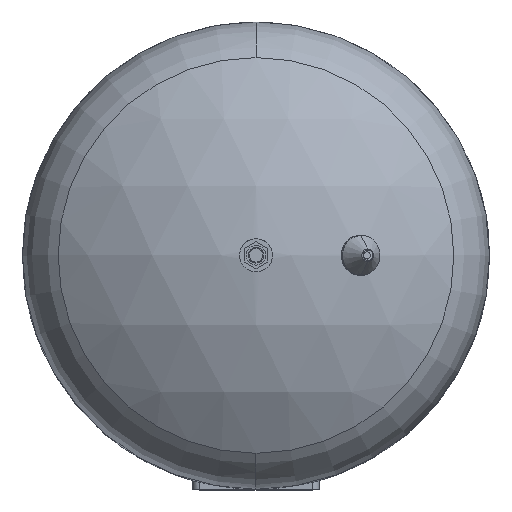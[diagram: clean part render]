
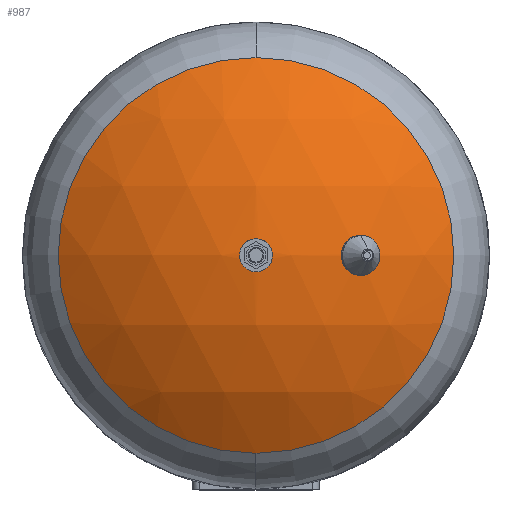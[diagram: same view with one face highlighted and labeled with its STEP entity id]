
A CAD part, top view. The second image highlights one B-rep face of the part: STEP entity #987.
In plain terms, the highlighted spherical face has radius 354.5 mm.
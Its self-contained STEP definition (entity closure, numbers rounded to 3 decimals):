
#455=CARTESIAN_POINT('Vertex',(-8.,0.,820.91)) ;
#462=CARTESIAN_POINT('Vertex',(8.,0.,820.91)) ;
#466=CARTESIAN_POINT('Control Point',(-8.,0.,820.91)) ;
#467=CARTESIAN_POINT('Control Point',(-8.,0.905,820.91)) ;
#468=CARTESIAN_POINT('Control Point',(-7.872,1.809,820.91)) ;
#469=CARTESIAN_POINT('Control Point',(-7.616,2.69,820.91)) ;
#470=CARTESIAN_POINT('Control Point',(-6.622,4.887,820.91)) ;
#471=CARTESIAN_POINT('Control Point',(-4.876,6.606,820.91)) ;
#472=CARTESIAN_POINT('Control Point',(-3.557,7.4,820.91)) ;
#473=CARTESIAN_POINT('Control Point',(-0.655,8.318,820.91)) ;
#474=CARTESIAN_POINT('Control Point',(2.355,7.866,820.91)) ;
#475=CARTESIAN_POINT('Control Point',(3.781,7.288,820.91)) ;
#476=CARTESIAN_POINT('Control Point',(5.985,5.713,820.91)) ;
#477=CARTESIAN_POINT('Control Point',(7.373,3.419,820.91)) ;
#478=CARTESIAN_POINT('Control Point',(7.791,2.313,820.91)) ;
#479=CARTESIAN_POINT('Control Point',(8.,1.156,820.91)) ;
#480=CARTESIAN_POINT('Control Point',(8.,0.,820.91)) ;
#491=CARTESIAN_POINT('Control Point',(8.,0.,820.91)) ;
#492=CARTESIAN_POINT('Control Point',(8.,-1.483,820.91)) ;
#493=CARTESIAN_POINT('Control Point',(7.656,-2.965,820.91)) ;
#494=CARTESIAN_POINT('Control Point',(6.969,-4.342,820.91)) ;
#495=CARTESIAN_POINT('Control Point',(5.5,-6.089,820.91)) ;
#496=CARTESIAN_POINT('Control Point',(3.566,-7.219,820.91)) ;
#497=CARTESIAN_POINT('Control Point',(2.881,-7.519,820.91)) ;
#498=CARTESIAN_POINT('Control Point',(0.74,-8.172,820.91)) ;
#499=CARTESIAN_POINT('Control Point',(-1.541,-8.065,820.91)) ;
#500=CARTESIAN_POINT('Control Point',(-3.018,-7.636,820.91)) ;
#501=CARTESIAN_POINT('Control Point',(-5.517,-6.211,820.91)) ;
#502=CARTESIAN_POINT('Control Point',(-7.183,-3.884,820.91)) ;
#503=CARTESIAN_POINT('Control Point',(-7.728,-2.639,820.91)) ;
#504=CARTESIAN_POINT('Control Point',(-8.,-1.32,820.91)) ;
#505=CARTESIAN_POINT('Control Point',(-8.,0.,820.91)) ;
#818=CARTESIAN_POINT('Vertex',(106.61,-3.,804.576)) ;
#825=CARTESIAN_POINT('Vertex',(106.61,3.,804.576)) ;
#829=CARTESIAN_POINT('Control Point',(106.61,-3.,804.576)) ;
#830=CARTESIAN_POINT('Control Point',(105.795,-3.,804.833)) ;
#831=CARTESIAN_POINT('Control Point',(104.981,-2.696,805.09)) ;
#832=CARTESIAN_POINT('Control Point',(104.305,-2.085,805.303)) ;
#833=CARTESIAN_POINT('Control Point',(103.573,-0.643,805.534)) ;
#834=CARTESIAN_POINT('Control Point',(103.773,0.944,805.471)) ;
#835=CARTESIAN_POINT('Control Point',(104.057,1.605,805.381)) ;
#836=CARTESIAN_POINT('Control Point',(104.728,2.413,805.17)) ;
#837=CARTESIAN_POINT('Control Point',(105.629,2.85,804.885)) ;
#838=CARTESIAN_POINT('Control Point',(105.95,2.95,804.784)) ;
#839=CARTESIAN_POINT('Control Point',(106.28,3.,804.68)) ;
#840=CARTESIAN_POINT('Control Point',(106.61,3.,804.576)) ;
#851=CARTESIAN_POINT('Control Point',(106.61,3.,804.576)) ;
#852=CARTESIAN_POINT('Control Point',(107.263,3.,804.37)) ;
#853=CARTESIAN_POINT('Control Point',(107.915,2.805,804.165)) ;
#854=CARTESIAN_POINT('Control Point',(108.497,2.414,803.981)) ;
#855=CARTESIAN_POINT('Control Point',(109.159,1.602,803.772)) ;
#856=CARTESIAN_POINT('Control Point',(109.441,0.608,803.684)) ;
#857=CARTESIAN_POINT('Control Point',(109.488,0.264,803.669)) ;
#858=CARTESIAN_POINT('Control Point',(109.489,-0.949,803.668)) ;
#859=CARTESIAN_POINT('Control Point',(108.923,-2.077,803.847)) ;
#860=CARTESIAN_POINT('Control Point',(108.247,-2.693,804.06)) ;
#861=CARTESIAN_POINT('Control Point',(107.428,-3.,804.318)) ;
#862=CARTESIAN_POINT('Control Point',(106.61,-3.,804.576)) ;
#881=CARTESIAN_POINT('Vertex',(0.,-203.326,756.894)) ;
#886=CARTESIAN_POINT('Axis2P3D Location',(0.,0.,756.894)) ;
#890=CARTESIAN_POINT('Vertex',(-203.326,0.,756.894)) ;
#893=CARTESIAN_POINT('Axis2P3D Location',(0.,0.,756.894)) ;
#897=CARTESIAN_POINT('Vertex',(0.,203.326,756.894)) ;
#934=CARTESIAN_POINT('Axis2P3D Location',(0.,0.,756.894)) ;
#938=CARTESIAN_POINT('Vertex',(203.326,0.,756.894)) ;
#941=CARTESIAN_POINT('Axis2P3D Location',(0.,0.,756.894)) ;
#968=CARTESIAN_POINT('Axis2P3D Location',(0.,0.,466.5)) ;
#887=DIRECTION('Axis2P3D Direction',(0.,0.,-1.)) ;
#894=DIRECTION('Axis2P3D Direction',(0.,0.,-1.)) ;
#935=DIRECTION('Axis2P3D Direction',(0.,0.,-1.)) ;
#942=DIRECTION('Axis2P3D Direction',(0.,0.,-1.)) ;
#969=DIRECTION('Axis2P3D Direction',(-0.,1.,0.)) ;
#970=DIRECTION('Axis2P3D XDirection',(0.,0.,1.)) ;
#888=AXIS2_PLACEMENT_3D('Circle Axis2P3D',#886,#887,$) ;
#895=AXIS2_PLACEMENT_3D('Circle Axis2P3D',#893,#894,$) ;
#936=AXIS2_PLACEMENT_3D('Circle Axis2P3D',#934,#935,$) ;
#943=AXIS2_PLACEMENT_3D('Circle Axis2P3D',#941,#942,$) ;
#971=AXIS2_PLACEMENT_3D('Sphere Axis2P3D',#968,#969,#970) ;
#889=CIRCLE('generated circle',#888,203.326) ;
#896=CIRCLE('generated circle',#895,203.326) ;
#937=CIRCLE('generated circle',#936,203.326) ;
#944=CIRCLE('generated circle',#943,203.326) ;
#972=SPHERICAL_SURFACE('',#971,354.5) ;
#982=FACE_BOUND('',#979,.T.) ;
#986=FACE_BOUND('',#983,.T.) ;
#481=EDGE_CURVE('',#456,#463,#465,.T.) ;
#506=EDGE_CURVE('',#463,#456,#490,.T.) ;
#841=EDGE_CURVE('',#819,#826,#828,.T.) ;
#863=EDGE_CURVE('',#826,#819,#850,.T.) ;
#892=EDGE_CURVE('',#882,#891,#889,.T.) ;
#899=EDGE_CURVE('',#891,#898,#896,.T.) ;
#940=EDGE_CURVE('',#898,#939,#937,.T.) ;
#945=EDGE_CURVE('',#939,#882,#944,.T.) ;
#974=ORIENTED_EDGE('',*,*,#945,.F.) ;
#975=ORIENTED_EDGE('',*,*,#940,.F.) ;
#976=ORIENTED_EDGE('',*,*,#899,.F.) ;
#977=ORIENTED_EDGE('',*,*,#892,.F.) ;
#980=ORIENTED_EDGE('',*,*,#506,.T.) ;
#981=ORIENTED_EDGE('',*,*,#481,.T.) ;
#984=ORIENTED_EDGE('',*,*,#863,.T.) ;
#985=ORIENTED_EDGE('',*,*,#841,.T.) ;
#973=EDGE_LOOP('',(#974,#975,#976,#977)) ;
#979=EDGE_LOOP('',(#980,#981)) ;
#983=EDGE_LOOP('',(#984,#985)) ;
#456=VERTEX_POINT('',#455) ;
#463=VERTEX_POINT('',#462) ;
#819=VERTEX_POINT('',#818) ;
#826=VERTEX_POINT('',#825) ;
#882=VERTEX_POINT('',#881) ;
#891=VERTEX_POINT('',#890) ;
#898=VERTEX_POINT('',#897) ;
#939=VERTEX_POINT('',#938) ;
#987=ADVANCED_FACE('568100-TST',(#978,#982,#986),#972,.T.) ;
#465=B_SPLINE_CURVE_WITH_KNOTS('',5,(#466,#467,#468,#469,#470,#471,#472,#473,#474,#475,#476,#477,#478,#479,#480),.UNSPECIFIED.,.F.,.U.,(6,3,3,3,6),(35.544,41.942,52.427,62.913,71.089),.UNSPECIFIED.) ;
#490=B_SPLINE_CURVE_WITH_KNOTS('',5,(#491,#492,#493,#494,#495,#496,#497,#498,#499,#500,#501,#502,#503,#504,#505),.UNSPECIFIED.,.F.,.U.,(6,3,3,3,6),(0.,10.485,15.727,26.213,35.544),.UNSPECIFIED.) ;
#828=B_SPLINE_CURVE_WITH_KNOTS('',5,(#829,#830,#831,#832,#833,#834,#835,#836,#837,#838,#839,#840),.UNSPECIFIED.,.F.,.U.,(6,3,3,6),(13.328,19.368,24.211,26.657),.UNSPECIFIED.) ;
#850=B_SPLINE_CURVE_WITH_KNOTS('',5,(#851,#852,#853,#854,#855,#856,#857,#858,#859,#860,#861,#862),.UNSPECIFIED.,.F.,.U.,(6,3,3,6),(0.,4.84,7.261,13.328),.UNSPECIFIED.) ;
#978=FACE_OUTER_BOUND('',#973,.T.) ;
